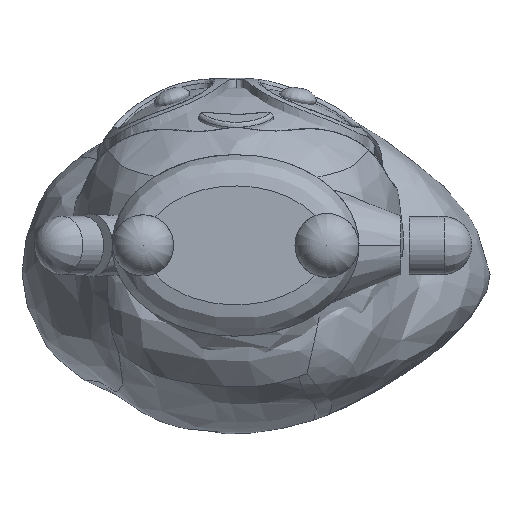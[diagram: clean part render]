
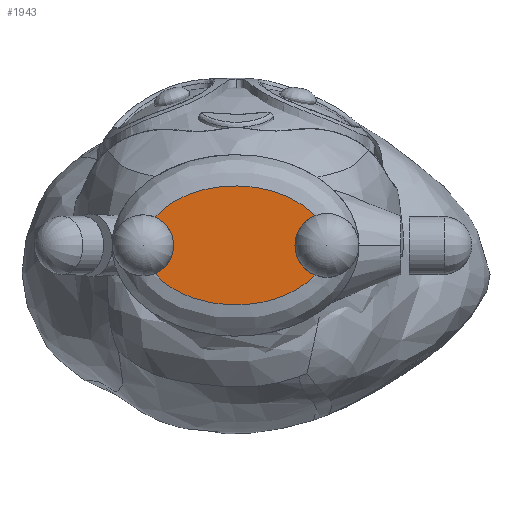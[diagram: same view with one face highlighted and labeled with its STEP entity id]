
A CAD part, front view. The second image highlights one B-rep face of the part: STEP entity #1943.
In plain terms, the highlighted planar face has unit normal (0, -1, 0).
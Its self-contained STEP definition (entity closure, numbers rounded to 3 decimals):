
#54=PLANE('',#2055);
#132=CIRCLE('',#2051,10.211);
#134=CIRCLE('',#2054,9.779);
#382=FACE_OUTER_BOUND('',#518,.T.);
#518=EDGE_LOOP('',(#1673,#1674,#1675,#1676));
#694=B_SPLINE_CURVE_WITH_KNOTS('',3,(#18112,#18113,#18114,#18115,#18116,
#18117,#18118,#18119,#18120,#18121,#18122,#18123),.UNSPECIFIED.,.F.,.F.,
(4,1,1,1,1,1,1,1,1,4),(0.432,0.449,0.673,
0.898,1.346,1.795,2.244,2.468,
2.693,2.735),.UNSPECIFIED.);
#697=B_SPLINE_CURVE_WITH_KNOTS('',3,(#18175,#18176,#18177,#18178,#18179,
#18180,#18181,#18182,#18183,#18184,#18185,#18186),.UNSPECIFIED.,.F.,.F.,
(4,1,1,1,1,1,1,1,1,4),(-2.735,-2.693,-2.468,
-2.244,-1.795,-1.346,-1.047,
-0.748,-0.449,-0.432),.UNSPECIFIED.);
#862=VERTEX_POINT('',#18067);
#863=VERTEX_POINT('',#18068);
#864=VERTEX_POINT('',#18111);
#867=VERTEX_POINT('',#18152);
#1131=EDGE_CURVE('',#862,#864,#694,.T.);
#1136=EDGE_CURVE('',#867,#863,#697,.T.);
#1141=EDGE_CURVE('',#862,#863,#132,.T.);
#1144=EDGE_CURVE('',#867,#864,#134,.T.);
#1673=ORIENTED_EDGE('',*,*,#1131,.F.);
#1674=ORIENTED_EDGE('',*,*,#1141,.T.);
#1675=ORIENTED_EDGE('',*,*,#1136,.F.);
#1676=ORIENTED_EDGE('',*,*,#1144,.T.);
#1943=ADVANCED_FACE('',(#382),#54,.F.);
#2051=AXIS2_PLACEMENT_3D('',#18363,#2262,#2263);
#2054=AXIS2_PLACEMENT_3D('',#18518,#2268,#2269);
#2055=AXIS2_PLACEMENT_3D('',#18519,#2270,#2271);
#2262=DIRECTION('center_axis',(0.,1.,0.));
#2263=DIRECTION('ref_axis',(-1.,0.,0.));
#2268=DIRECTION('center_axis',(0.,1.,0.));
#2269=DIRECTION('ref_axis',(-1.,0.,0.));
#2270=DIRECTION('center_axis',(0.,1.,0.));
#2271=DIRECTION('ref_axis',(0.,0.,1.));
#18067=CARTESIAN_POINT('',(21.387,15.,-9.465));
#18068=CARTESIAN_POINT('',(21.387,15.,9.465));
#18111=CARTESIAN_POINT('',(-29.79,15.,-9.012));
#18112=CARTESIAN_POINT('Ctrl Pts',(21.387,15.,-9.464));
#18113=CARTESIAN_POINT('Ctrl Pts',(21.293,15.,-9.567));
#18114=CARTESIAN_POINT('Ctrl Pts',(19.947,15.,-11.005));
#18115=CARTESIAN_POINT('Ctrl Pts',(16.974,15.,-13.409));
#18116=CARTESIAN_POINT('Ctrl Pts',(10.475,15.,-16.841));
#18117=CARTESIAN_POINT('Ctrl Pts',(1.527,15.,-19.148));
#18118=CARTESIAN_POINT('Ctrl Pts',(-9.529,15.,-19.148));
#18119=CARTESIAN_POINT('Ctrl Pts',(-18.474,15.,-16.841));
#18120=CARTESIAN_POINT('Ctrl Pts',(-24.976,15.,-13.407));
#18121=CARTESIAN_POINT('Ctrl Pts',(-28.104,15.,-10.879));
#18122=CARTESIAN_POINT('Ctrl Pts',(-29.566,15.,-9.27));
#18123=CARTESIAN_POINT('Ctrl Pts',(-29.79,15.,-9.011));
#18152=CARTESIAN_POINT('',(-29.79,15.,9.012));
#18175=CARTESIAN_POINT('Ctrl Pts',(-29.79,15.,9.012));
#18176=CARTESIAN_POINT('Ctrl Pts',(-29.566,15.,9.27));
#18177=CARTESIAN_POINT('Ctrl Pts',(-28.104,15.,10.879));
#18178=CARTESIAN_POINT('Ctrl Pts',(-24.975,15.,13.408));
#18179=CARTESIAN_POINT('Ctrl Pts',(-18.474,15.,16.841));
#18180=CARTESIAN_POINT('Ctrl Pts',(-9.529,15.,19.147));
#18181=CARTESIAN_POINT('Ctrl Pts',(0.302,15.,19.15));
#18182=CARTESIAN_POINT('Ctrl Pts',(8.688,15.,17.349));
#18183=CARTESIAN_POINT('Ctrl Pts',(15.456,15.,14.472));
#18184=CARTESIAN_POINT('Ctrl Pts',(19.53,15.,11.451));
#18185=CARTESIAN_POINT('Ctrl Pts',(21.292,15.,9.567));
#18186=CARTESIAN_POINT('Ctrl Pts',(21.386,15.,9.465));
#18363=CARTESIAN_POINT('Origin',(25.221,15.,0.));
#18518=CARTESIAN_POINT('Origin',(-33.587,15.,0.));
#18519=CARTESIAN_POINT('Origin',(-4.,15.,0.));
